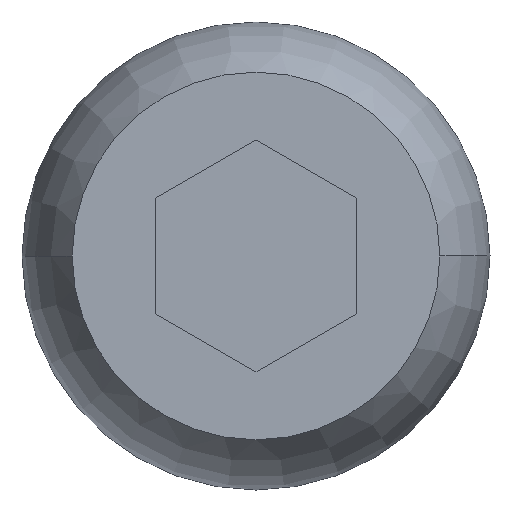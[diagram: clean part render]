
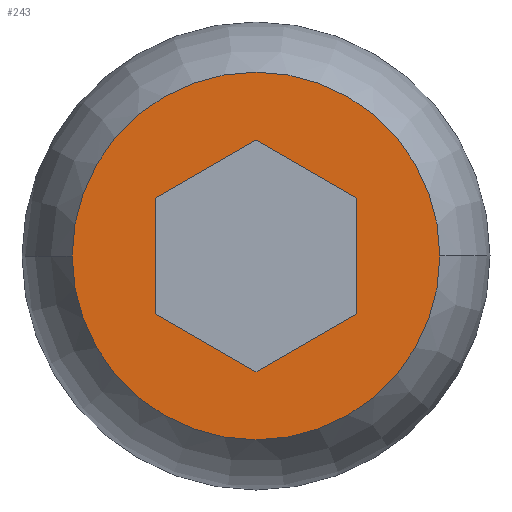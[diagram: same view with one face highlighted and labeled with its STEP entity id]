
A CAD part, left-side view. The second image highlights one B-rep face of the part: STEP entity #243.
In plain terms, the highlighted planar face has unit normal (-1, 0, 0).
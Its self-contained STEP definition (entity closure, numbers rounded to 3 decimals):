
#2 = LINE ( 'NONE', #154, #121 ) ;
#5 = VECTOR ( 'NONE', #376, 1000. ) ;
#14 = CARTESIAN_POINT ( 'NONE',  ( 0., -3., 1.732 ) ) ;
#18 = EDGE_LOOP ( 'NONE', ( #560, #114 ) ) ;
#23 = VERTEX_POINT ( 'NONE', #516 ) ;
#27 = ORIENTED_EDGE ( 'NONE', *, *, #321, .F. ) ;
#28 = FACE_OUTER_BOUND ( 'NONE', #18, .T. ) ;
#30 = ORIENTED_EDGE ( 'NONE', *, *, #42, .F. ) ;
#35 = AXIS2_PLACEMENT_3D ( 'NONE', #48, #518, #413 ) ;
#42 = EDGE_CURVE ( 'NONE', #627, #89, #2, .T. ) ;
#48 = CARTESIAN_POINT ( 'NONE',  ( 0., 0., 0. ) ) ;
#53 = CARTESIAN_POINT ( 'NONE',  ( 0., 3., 1.732 ) ) ;
#86 = VERTEX_POINT ( 'NONE', #264 ) ;
#89 = VERTEX_POINT ( 'NONE', #53 ) ;
#110 = CIRCLE ( 'NONE', #286, 5.5 ) ;
#114 = ORIENTED_EDGE ( 'NONE', *, *, #612, .F. ) ;
#115 = LINE ( 'NONE', #527, #588 ) ;
#121 = VECTOR ( 'NONE', #619, 1000. ) ;
#123 = CARTESIAN_POINT ( 'NONE',  ( 0., 0., 0. ) ) ;
#129 = DIRECTION ( 'NONE',  ( 0., -1., 0. ) ) ;
#130 = VERTEX_POINT ( 'NONE', #574 ) ;
#146 = VECTOR ( 'NONE', #645, 1000. ) ;
#154 = CARTESIAN_POINT ( 'NONE',  ( 0., 0., 3.464 ) ) ;
#170 = FACE_BOUND ( 'NONE', #502, .T. ) ;
#192 = ORIENTED_EDGE ( 'NONE', *, *, #359, .F. ) ;
#226 = LINE ( 'NONE', #439, #146 ) ;
#235 = DIRECTION ( 'NONE',  ( 0., 0., 1. ) ) ;
#243 = ADVANCED_FACE ( 'NONE', ( #170, #28 ), #387, .T. ) ;
#253 = EDGE_CURVE ( 'NONE', #265, #627, #280, .T. ) ;
#264 = CARTESIAN_POINT ( 'NONE',  ( 0., 3., -1.732 ) ) ;
#265 = VERTEX_POINT ( 'NONE', #14 ) ;
#280 = LINE ( 'NONE', #636, #5 ) ;
#286 = AXIS2_PLACEMENT_3D ( 'NONE', #304, #514, #667 ) ;
#289 = CARTESIAN_POINT ( 'NONE',  ( 0., -3., -1.732 ) ) ;
#304 = CARTESIAN_POINT ( 'NONE',  ( 0., 0., 0. ) ) ;
#320 = DIRECTION ( 'NONE',  ( 0., -0.866, 0.5 ) ) ;
#321 = EDGE_CURVE ( 'NONE', #86, #578, #370, .T. ) ;
#340 = EDGE_CURVE ( 'NONE', #578, #130, #115, .T. ) ;
#345 = LINE ( 'NONE', #289, #652 ) ;
#359 = EDGE_CURVE ( 'NONE', #89, #86, #226, .T. ) ;
#363 = CARTESIAN_POINT ( 'NONE',  ( 0., 0., -3.464 ) ) ;
#370 = LINE ( 'NONE', #542, #463 ) ;
#376 = DIRECTION ( 'NONE',  ( 0., 0.866, 0.5 ) ) ;
#387 = PLANE ( 'NONE',  #630 ) ;
#389 = ORIENTED_EDGE ( 'NONE', *, *, #253, .F. ) ;
#400 = EDGE_CURVE ( 'NONE', #130, #265, #345, .T. ) ;
#413 = DIRECTION ( 'NONE',  ( 0., 1., 0. ) ) ;
#436 = DIRECTION ( 'NONE',  ( -1., 0., 0. ) ) ;
#439 = CARTESIAN_POINT ( 'NONE',  ( 0., 3., 1.732 ) ) ;
#463 = VECTOR ( 'NONE', #539, 1000. ) ;
#502 = EDGE_LOOP ( 'NONE', ( #30, #389, #650, #524, #27, #192 ) ) ;
#514 = DIRECTION ( 'NONE',  ( 1., 0., 0. ) ) ;
#516 = CARTESIAN_POINT ( 'NONE',  ( 0., 5.5, 0. ) ) ;
#518 = DIRECTION ( 'NONE',  ( 1., 0., 0. ) ) ;
#524 = ORIENTED_EDGE ( 'NONE', *, *, #340, .F. ) ;
#527 = CARTESIAN_POINT ( 'NONE',  ( 0., 0., -3.464 ) ) ;
#537 = CARTESIAN_POINT ( 'NONE',  ( 0., -5.5, 0. ) ) ;
#539 = DIRECTION ( 'NONE',  ( 0., -0.866, -0.5 ) ) ;
#542 = CARTESIAN_POINT ( 'NONE',  ( 0., 3., -1.732 ) ) ;
#560 = ORIENTED_EDGE ( 'NONE', *, *, #587, .F. ) ;
#574 = CARTESIAN_POINT ( 'NONE',  ( 0., -3., -1.732 ) ) ;
#578 = VERTEX_POINT ( 'NONE', #363 ) ;
#587 = EDGE_CURVE ( 'NONE', #23, #647, #609, .T. ) ;
#588 = VECTOR ( 'NONE', #320, 1000. ) ;
#609 = CIRCLE ( 'NONE', #35, 5.5 ) ;
#612 = EDGE_CURVE ( 'NONE', #647, #23, #110, .T. ) ;
#619 = DIRECTION ( 'NONE',  ( 0., 0.866, -0.5 ) ) ;
#627 = VERTEX_POINT ( 'NONE', #643 ) ;
#630 = AXIS2_PLACEMENT_3D ( 'NONE', #123, #436, #129 ) ;
#636 = CARTESIAN_POINT ( 'NONE',  ( 0., -3., 1.732 ) ) ;
#643 = CARTESIAN_POINT ( 'NONE',  ( 0., 0., 3.464 ) ) ;
#645 = DIRECTION ( 'NONE',  ( 0., 0., -1. ) ) ;
#647 = VERTEX_POINT ( 'NONE', #537 ) ;
#650 = ORIENTED_EDGE ( 'NONE', *, *, #400, .F. ) ;
#652 = VECTOR ( 'NONE', #235, 1000. ) ;
#667 = DIRECTION ( 'NONE',  ( 0., 1., 0. ) ) ;
